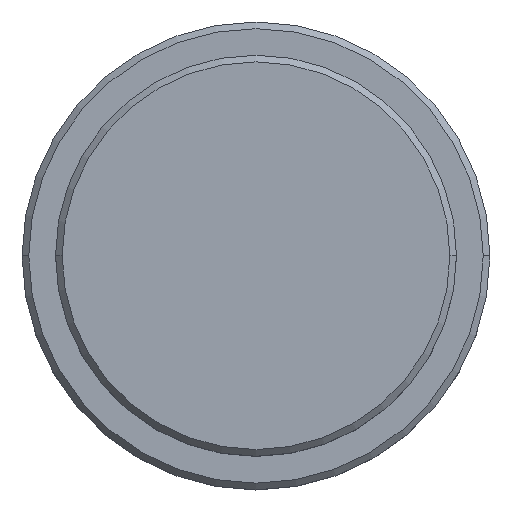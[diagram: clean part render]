
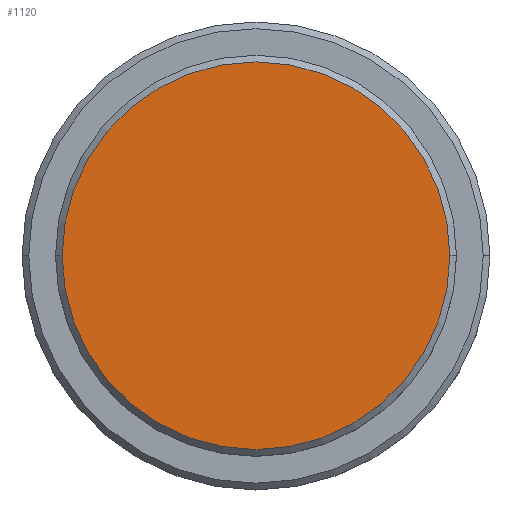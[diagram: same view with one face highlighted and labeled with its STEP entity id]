
A CAD part, top view. The second image highlights one B-rep face of the part: STEP entity #1120.
In plain terms, the highlighted planar face has unit normal (0, 0, 1).
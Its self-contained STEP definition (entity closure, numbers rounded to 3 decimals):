
#47 = DIRECTION ( 'NONE',  ( 1., 0., 0. ) ) ;
#69 = AXIS2_PLACEMENT_3D ( 'NONE', #1113, #466, #791 ) ;
#113 = CIRCLE ( 'NONE', #69, 14.5 ) ;
#121 = CARTESIAN_POINT ( 'NONE',  ( 0., 0., 0. ) ) ;
#297 = VERTEX_POINT ( 'NONE', #668 ) ;
#353 = CARTESIAN_POINT ( 'NONE',  ( -14.5, 0., 0. ) ) ;
#372 = DIRECTION ( 'NONE',  ( 0., 0., 1. ) ) ;
#391 = ORIENTED_EDGE ( 'NONE', *, *, #768, .T. ) ;
#402 = EDGE_LOOP ( 'NONE', ( #391, #1086 ) ) ;
#414 = EDGE_CURVE ( 'NONE', #297, #686, #1128, .T. ) ;
#466 = DIRECTION ( 'NONE',  ( 0., 0., 1. ) ) ;
#508 = AXIS2_PLACEMENT_3D ( 'NONE', #1042, #819, #47 ) ;
#668 = CARTESIAN_POINT ( 'NONE',  ( 14.5, 0., 0. ) ) ;
#686 = VERTEX_POINT ( 'NONE', #353 ) ;
#691 = AXIS2_PLACEMENT_3D ( 'NONE', #121, #372, #891 ) ;
#768 = EDGE_CURVE ( 'NONE', #686, #297, #113, .T. ) ;
#773 = PLANE ( 'NONE',  #691 ) ;
#791 = DIRECTION ( 'NONE',  ( 1., 0., 0. ) ) ;
#819 = DIRECTION ( 'NONE',  ( 0., 0., 1. ) ) ;
#891 = DIRECTION ( 'NONE',  ( 1., 0., 0. ) ) ;
#1042 = CARTESIAN_POINT ( 'NONE',  ( 0., 0., 0. ) ) ;
#1086 = ORIENTED_EDGE ( 'NONE', *, *, #414, .T. ) ;
#1113 = CARTESIAN_POINT ( 'NONE',  ( 0., 0., 0. ) ) ;
#1120 = ADVANCED_FACE ( 'NONE', ( #1317 ), #773, .T. ) ;
#1128 = CIRCLE ( 'NONE', #508, 14.5 ) ;
#1317 = FACE_OUTER_BOUND ( 'NONE', #402, .T. ) ;
